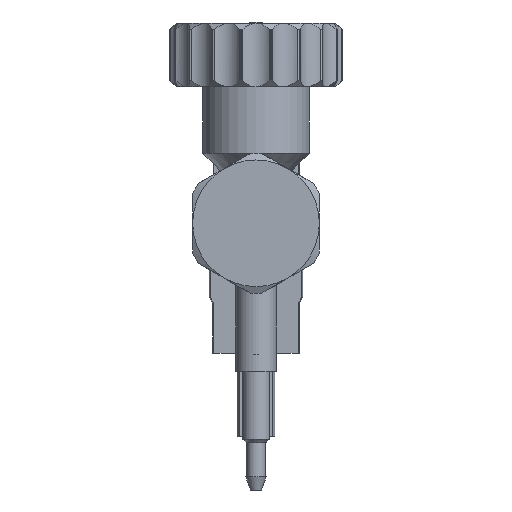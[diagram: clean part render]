
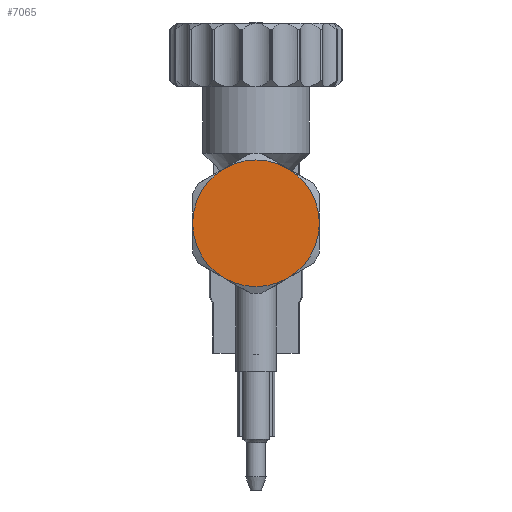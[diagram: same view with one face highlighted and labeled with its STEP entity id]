
A CAD part, left-side view. The second image highlights one B-rep face of the part: STEP entity #7065.
In plain terms, the highlighted planar face has unit normal (-1, 0, 0).
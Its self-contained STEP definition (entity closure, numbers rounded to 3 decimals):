
#884=PLANE('',#7499);
#1045=ORIENTED_EDGE('',*,*,#2680,.T.);
#1046=ORIENTED_EDGE('',*,*,#2681,.T.);
#1047=ORIENTED_EDGE('',*,*,#2682,.T.);
#1048=ORIENTED_EDGE('',*,*,#2683,.T.);
#1049=ORIENTED_EDGE('',*,*,#2684,.T.);
#1050=ORIENTED_EDGE('',*,*,#2685,.T.);
#2680=EDGE_CURVE('',#3513,#3514,#4078,.T.);
#2681=EDGE_CURVE('',#3514,#3515,#4079,.T.);
#2682=EDGE_CURVE('',#3515,#3516,#4080,.T.);
#2683=EDGE_CURVE('',#3516,#3517,#4081,.T.);
#2684=EDGE_CURVE('',#3517,#3518,#4082,.T.);
#2685=EDGE_CURVE('',#3518,#3513,#4083,.T.);
#3513=VERTEX_POINT('',#10122);
#3514=VERTEX_POINT('',#10123);
#3515=VERTEX_POINT('',#10125);
#3516=VERTEX_POINT('',#10127);
#3517=VERTEX_POINT('',#10129);
#3518=VERTEX_POINT('',#10131);
#4078=CIRCLE('',#7500,9.499);
#4079=CIRCLE('',#7501,9.499);
#4080=CIRCLE('',#7502,9.499);
#4081=CIRCLE('',#7503,9.499);
#4082=CIRCLE('',#7504,9.499);
#4083=CIRCLE('',#7505,9.499);
#4446=EDGE_LOOP('',(#1045,#1046,#1047,#1048,#1049,#1050));
#4935=FACE_BOUND('',#4446,.T.);
#7065=ADVANCED_FACE('',(#4935),#884,.T.);
#7499=AXIS2_PLACEMENT_3D('',#10120,#8292,#8293);
#7500=AXIS2_PLACEMENT_3D('',#10121,#8294,#8295);
#7501=AXIS2_PLACEMENT_3D('',#10124,#8296,#8297);
#7502=AXIS2_PLACEMENT_3D('',#10126,#8298,#8299);
#7503=AXIS2_PLACEMENT_3D('',#10128,#8300,#8301);
#7504=AXIS2_PLACEMENT_3D('',#10130,#8302,#8303);
#7505=AXIS2_PLACEMENT_3D('',#10132,#8304,#8305);
#8292=DIRECTION('',(-1.,0.,0.));
#8293=DIRECTION('',(0.,0.,1.));
#8294=DIRECTION('',(-1.,0.,0.));
#8295=DIRECTION('',(0.,0.,1.));
#8296=DIRECTION('',(-1.,0.,0.));
#8297=DIRECTION('',(0.,0.,1.));
#8298=DIRECTION('',(-1.,0.,0.));
#8299=DIRECTION('',(0.,0.,1.));
#8300=DIRECTION('',(-1.,0.,0.));
#8301=DIRECTION('',(0.,0.,1.));
#8302=DIRECTION('',(-1.,0.,0.));
#8303=DIRECTION('',(0.,0.,1.));
#8304=DIRECTION('',(-1.,0.,0.));
#8305=DIRECTION('',(0.,0.,1.));
#10120=CARTESIAN_POINT('',(0.001,0.,0.));
#10121=CARTESIAN_POINT('',(0.001,0.,0.));
#10122=CARTESIAN_POINT('',(0.001,9.499,0.));
#10123=CARTESIAN_POINT('',(0.001,4.75,-8.226));
#10124=CARTESIAN_POINT('',(0.001,0.,0.));
#10125=CARTESIAN_POINT('',(0.001,-4.75,-8.226));
#10126=CARTESIAN_POINT('',(0.001,0.,0.));
#10127=CARTESIAN_POINT('',(0.001,-9.499,0.));
#10128=CARTESIAN_POINT('',(0.001,0.,0.));
#10129=CARTESIAN_POINT('',(0.001,-4.75,8.226));
#10130=CARTESIAN_POINT('',(0.001,0.,0.));
#10131=CARTESIAN_POINT('',(0.001,4.75,8.226));
#10132=CARTESIAN_POINT('',(0.001,0.,0.));
